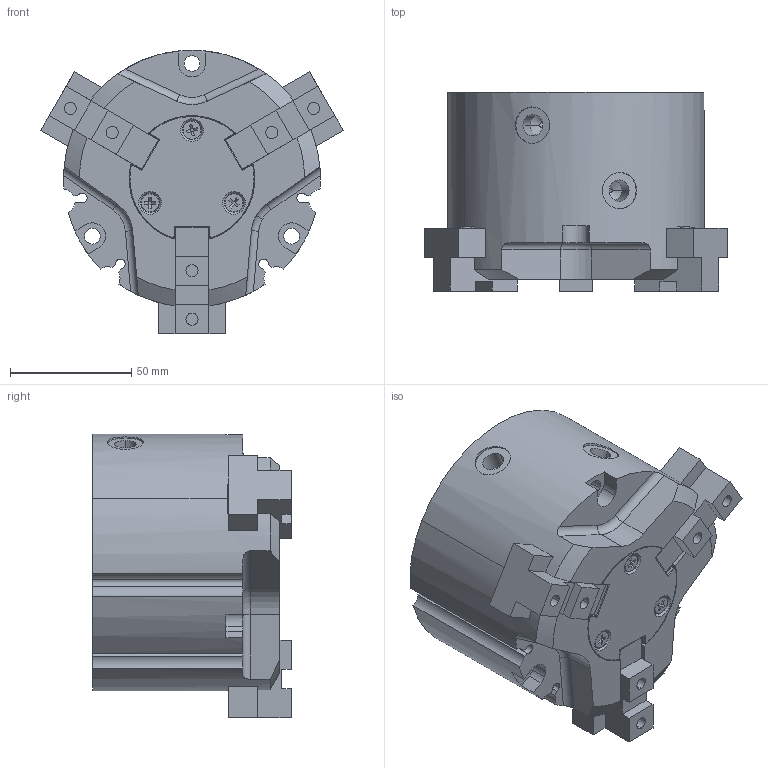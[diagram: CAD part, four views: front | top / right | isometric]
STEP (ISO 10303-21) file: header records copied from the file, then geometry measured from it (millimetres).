
FILE_DESCRIPTION (( 'STEP AP203' ), '1' );
FILE_NAME ('GC-803.STEP', '2019-09-19T03:11:44', ( 'user' ), ( '' ), 'SwSTEP 2.0', 'SolidWorks 2014', '' );
FILE_SCHEMA (( 'CONFIG_CONTROL_DESIGN' ));
Length unit declared in the file: millimetre
Products named in the file (1): GC-803
Bounding box: 124.84 x 82 x 116.99 mm (x, y, z)
Surface area: 72064.5 mm2 (no closed solid volume)
Topology: 0 solids, 11 shells, 312 faces, 963 edges, 664 vertices
Faces by surface type: plane 143, cylinder 124, torus 29, cone 16
Entity records: 11068 total; most frequent: CARTESIAN_POINT 2258, DIRECTION 1912, ORIENTED_EDGE 1659, EDGE_CURVE 963, AXIS2_PLACEMENT_3D 664, VERTEX_POINT 664, LINE 584, VECTOR 584
